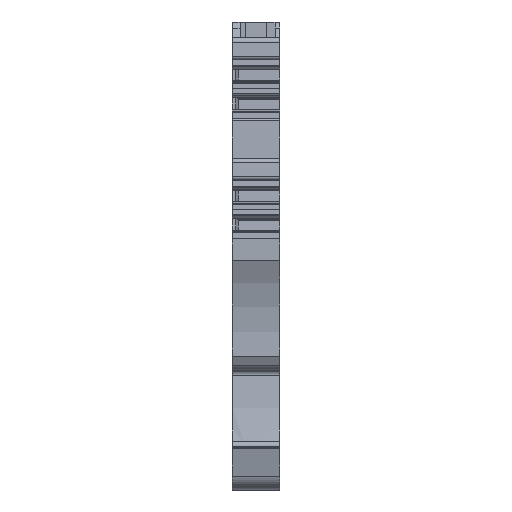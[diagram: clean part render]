
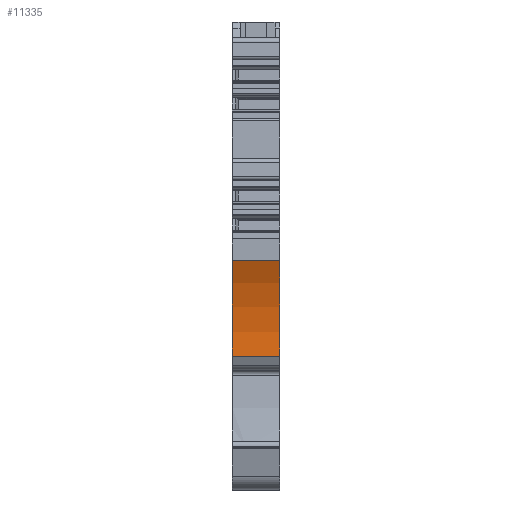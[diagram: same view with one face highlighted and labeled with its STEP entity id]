
A CAD part, front view. The second image highlights one B-rep face of the part: STEP entity #11335.
In plain terms, the highlighted cylindrical face has radius 19 mm (diameter 38 mm), a partial arc.
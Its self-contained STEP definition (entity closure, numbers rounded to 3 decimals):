
#2334=AXIS2_PLACEMENT_3D('Circle Axis2P3D',#2332,#2333,$) ;
#3075=AXIS2_PLACEMENT_3D('Circle Axis2P3D',#3073,#3074,$) ;
#11322=AXIS2_PLACEMENT_3D('Cylinder Axis2P3D',#11319,#11320,#11321) ;
#2329=CARTESIAN_POINT('Vertex',(5.1,0.,24.75)) ;
#2332=CARTESIAN_POINT('Axis2P3D Location',(5.1,-17.068,16.402)) ;
#2336=CARTESIAN_POINT('Vertex',(5.1,1.829,14.425)) ;
#3070=CARTESIAN_POINT('Vertex',(0.,1.829,14.425)) ;
#3073=CARTESIAN_POINT('Axis2P3D Location',(0.,-17.068,16.402)) ;
#3077=CARTESIAN_POINT('Vertex',(0.,0.,24.75)) ;
#11307=CARTESIAN_POINT('Line Origine',(2.55,0.,24.75)) ;
#11319=CARTESIAN_POINT('Axis2P3D Location',(2.55,-17.068,16.402)) ;
#11324=CARTESIAN_POINT('Line Origine',(2.55,1.829,14.425)) ;
#2333=DIRECTION('Axis2P3D Direction',(1.,0.,0.)) ;
#3074=DIRECTION('Axis2P3D Direction',(1.,0.,0.)) ;
#11308=DIRECTION('Vector Direction',(1.,0.,0.)) ;
#11320=DIRECTION('Axis2P3D Direction',(1.,0.,0.)) ;
#11321=DIRECTION('Axis2P3D XDirection',(0.,0.988,-0.154)) ;
#11325=DIRECTION('Vector Direction',(1.,0.,0.)) ;
#11309=VECTOR('Line Direction',#11308,1.) ;
#11326=VECTOR('Line Direction',#11325,1.) ;
#11330=ORIENTED_EDGE('',*,*,#11328,.T.) ;
#11331=ORIENTED_EDGE('',*,*,#2338,.F.) ;
#11332=ORIENTED_EDGE('',*,*,#11311,.F.) ;
#11333=ORIENTED_EDGE('',*,*,#3079,.T.) ;
#11335=ADVANCED_FACE('ZDK_2-5_3AN',(#11334),#11323,.F.) ;
#2335=CIRCLE('generated circle',#2334,19.) ;
#3076=CIRCLE('generated circle',#3075,19.) ;
#11323=CYLINDRICAL_SURFACE('generated cylinder',#11322,19.) ;
#2338=EDGE_CURVE('',#2330,#2337,#2335,.F.) ;
#3079=EDGE_CURVE('',#3078,#3071,#3076,.F.) ;
#11311=EDGE_CURVE('',#3078,#2330,#11310,.T.) ;
#11328=EDGE_CURVE('',#3071,#2337,#11327,.T.) ;
#11329=EDGE_LOOP('',(#11330,#11331,#11332,#11333)) ;
#11334=FACE_OUTER_BOUND('',#11329,.T.) ;
#11310=LINE('Line',#11307,#11309) ;
#11327=LINE('Line',#11324,#11326) ;
#2330=VERTEX_POINT('',#2329) ;
#2337=VERTEX_POINT('',#2336) ;
#3071=VERTEX_POINT('',#3070) ;
#3078=VERTEX_POINT('',#3077) ;
